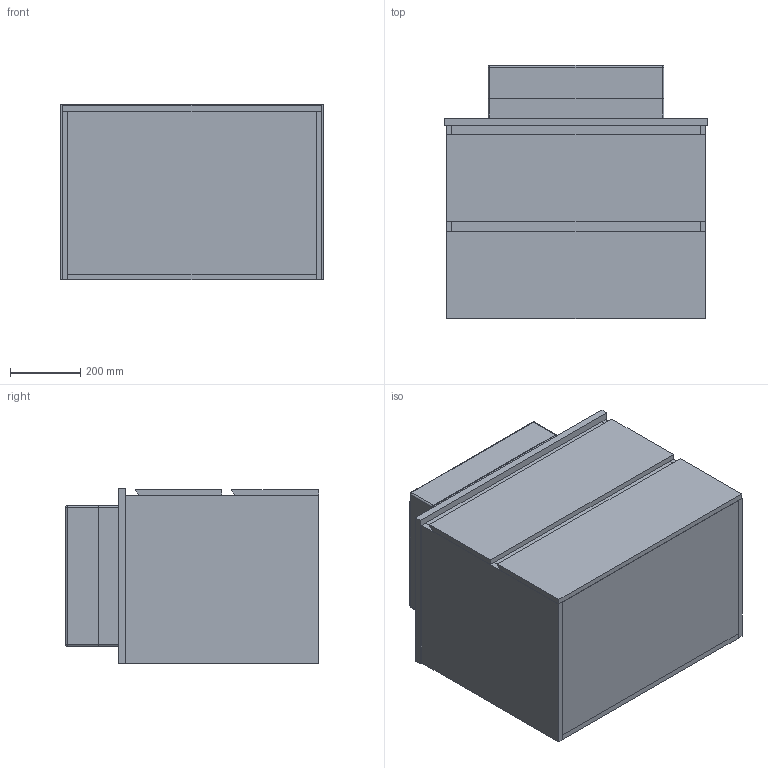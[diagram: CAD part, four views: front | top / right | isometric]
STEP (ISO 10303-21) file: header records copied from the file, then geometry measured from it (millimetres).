
FILE_DESCRIPTION (( 'STEP AP214' ), '1' );
FILE_NAME ('AD Twin Benchtop 750 ASSEM.STEP', '2019-03-08T00:32:50', ( '' ), ( '' ), 'SwSTEP 2.0', 'SolidWorks 2015', '' );
FILE_SCHEMA (( 'AUTOMOTIVE_DESIGN' ));
Length unit declared in the file: millimetre
Products named in the file (11): 750 Above counter top ASSEM; 750 semi inset top; AD Twin Benchtop 750; CERAMIC OVERFLOW COVER; Posh Solus Semi-Inset Basin ASSEM; Posh Solus Counter Basin; Posh Solus Counter Basin ASSEM; 750 semi inset top ASSEM; AD Twin Benchtop 750 ASSEM; 750 slab top; Posh Solus Semi-Inset Basin
Assembly tree (11 placements, depth 4):
  AD Twin Benchtop 750 ASSEM
    AD Twin Benchtop 750
    750 Above counter top ASSEM
      750 slab top
      Posh Solus Counter Basin ASSEM
        Posh Solus Counter Basin
        CERAMIC OVERFLOW COVER
    750 semi inset top ASSEM
      750 semi inset top
      Posh Solus Semi-Inset Basin ASSEM
        Posh Solus Semi-Inset Basin
        CERAMIC OVERFLOW COVER
Bounding box: 750 x 720 x 500 mm (x, y, z)
Volume: 63756030 mm3; surface area: 7196327.6 mm2
Topology: 13 solids, 13 shells, 254 faces, 584 edges, 358 vertices
Faces by surface type: plane 161, cylinder 51, torus 16, bspline 14, sphere 12
Entity records: 7855 total; most frequent: CARTESIAN_POINT 2459, DIRECTION 1016, ORIENTED_EDGE 976, EDGE_CURVE 488, AXIS2_PLACEMENT_3D 350, LINE 316, VECTOR 316, VERTEX_POINT 305
